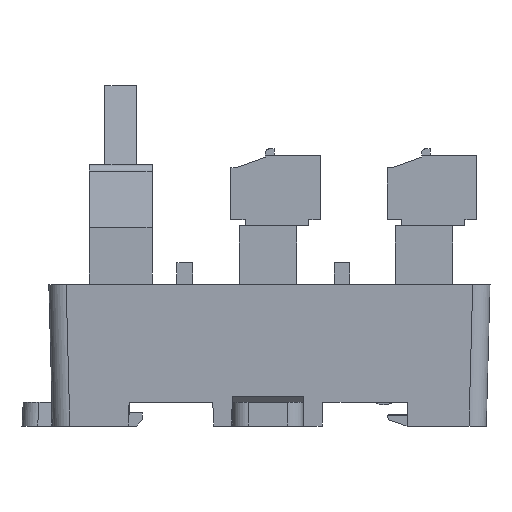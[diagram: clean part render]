
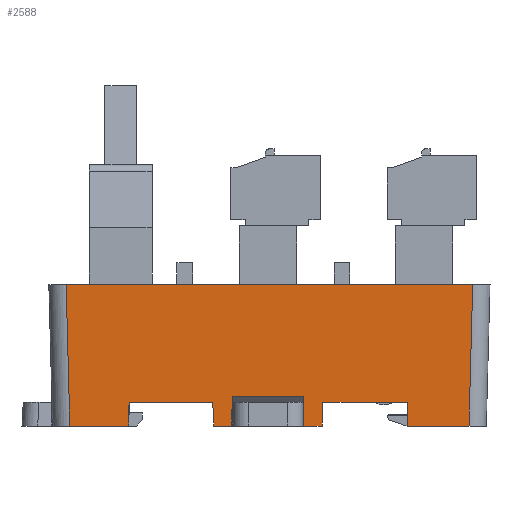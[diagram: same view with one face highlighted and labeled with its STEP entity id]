
A CAD part, left-side view. The second image highlights one B-rep face of the part: STEP entity #2588.
In plain terms, the highlighted planar face has unit normal (-1, 0, -0.026).
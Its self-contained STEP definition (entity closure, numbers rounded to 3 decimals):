
#1561=FACE_OUTER_BOUND('',#5287,.T.);
#2588=ADVANCED_FACE('',(#1561),#3690,.T.);
#3690=PLANE('',#22443);
#5287=EDGE_LOOP('',(#7381,#7382,#7383,#7384,#7385,#7386,#7387,#7388,#7389,
#7390,#7391,#7392,#7393,#7394,#7395,#7396));
#7381=ORIENTED_EDGE('',*,*,#14705,.T.);
#7382=ORIENTED_EDGE('',*,*,#14832,.F.);
#7383=ORIENTED_EDGE('',*,*,#14833,.T.);
#7384=ORIENTED_EDGE('',*,*,#14834,.F.);
#7385=ORIENTED_EDGE('',*,*,#14835,.T.);
#7386=ORIENTED_EDGE('',*,*,#14836,.F.);
#7387=ORIENTED_EDGE('',*,*,#14837,.T.);
#7388=ORIENTED_EDGE('',*,*,#14838,.T.);
#7389=ORIENTED_EDGE('',*,*,#14695,.T.);
#7390=ORIENTED_EDGE('',*,*,#14829,.T.);
#7391=ORIENTED_EDGE('',*,*,#14766,.T.);
#7392=ORIENTED_EDGE('',*,*,#14830,.T.);
#7393=ORIENTED_EDGE('',*,*,#14746,.F.);
#7394=ORIENTED_EDGE('',*,*,#14831,.T.);
#7395=ORIENTED_EDGE('',*,*,#14762,.T.);
#7396=ORIENTED_EDGE('',*,*,#14779,.F.);
#12640=VERTEX_POINT('',#30421);
#12641=VERTEX_POINT('',#30423);
#12648=VERTEX_POINT('',#30439);
#12649=VERTEX_POINT('',#30441);
#12679=VERTEX_POINT('',#30513);
#12680=VERTEX_POINT('',#30514);
#12690=VERTEX_POINT('',#30541);
#12691=VERTEX_POINT('',#30543);
#12694=VERTEX_POINT('',#30550);
#12695=VERTEX_POINT('',#30552);
#12728=VERTEX_POINT('',#30684);
#12729=VERTEX_POINT('',#30686);
#12730=VERTEX_POINT('',#30688);
#12731=VERTEX_POINT('',#30690);
#12732=VERTEX_POINT('',#30692);
#12733=VERTEX_POINT('',#30694);
#14695=EDGE_CURVE('',#12641,#12640,#17563,.T.);
#14705=EDGE_CURVE('',#12649,#12648,#17571,.T.);
#14746=EDGE_CURVE('',#12679,#12680,#17612,.T.);
#14762=EDGE_CURVE('',#12691,#12690,#17624,.T.);
#14766=EDGE_CURVE('',#12695,#12694,#17626,.T.);
#14779=EDGE_CURVE('',#12649,#12690,#17638,.T.);
#14829=EDGE_CURVE('',#12640,#12695,#17684,.T.);
#14830=EDGE_CURVE('',#12694,#12680,#17685,.T.);
#14831=EDGE_CURVE('',#12679,#12691,#17686,.T.);
#14832=EDGE_CURVE('',#12728,#12648,#17687,.T.);
#14833=EDGE_CURVE('',#12728,#12729,#17688,.T.);
#14834=EDGE_CURVE('',#12730,#12729,#17689,.T.);
#14835=EDGE_CURVE('',#12730,#12731,#17690,.T.);
#14836=EDGE_CURVE('',#12732,#12731,#17691,.T.);
#14837=EDGE_CURVE('',#12732,#12733,#17692,.T.);
#14838=EDGE_CURVE('',#12733,#12641,#17693,.T.);
#17563=LINE('',#30422,#20128);
#17571=LINE('',#30440,#20136);
#17612=LINE('',#30512,#20177);
#17624=LINE('',#30542,#20189);
#17626=LINE('',#30551,#20191);
#17638=LINE('',#30576,#20203);
#17684=LINE('',#30677,#20249);
#17685=LINE('',#30679,#20250);
#17686=LINE('',#30681,#20251);
#17687=LINE('',#30683,#20252);
#17688=LINE('',#30685,#20253);
#17689=LINE('',#30687,#20254);
#17690=LINE('',#30689,#20255);
#17691=LINE('',#30691,#20256);
#17692=LINE('',#30693,#20257);
#17693=LINE('',#30695,#20258);
#20128=VECTOR('',#24435,1.);
#20136=VECTOR('',#24447,1.);
#20177=VECTOR('',#24490,1.);
#20189=VECTOR('',#24514,1.);
#20191=VECTOR('',#24522,1.);
#20203=VECTOR('',#24542,1.);
#20249=VECTOR('',#24650,1.);
#20250=VECTOR('',#24653,1.);
#20251=VECTOR('',#24656,1.);
#20252=VECTOR('',#24659,1.);
#20253=VECTOR('',#24660,1.);
#20254=VECTOR('',#24661,1.);
#20255=VECTOR('',#24662,1.);
#20256=VECTOR('',#24663,1.);
#20257=VECTOR('',#24664,1.);
#20258=VECTOR('',#24665,1.);
#22443=AXIS2_PLACEMENT_3D('',#30696,#24666,#24667);
#24435=DIRECTION('',(0.,-1.,0.));
#24447=DIRECTION('',(0.,-1.,0.));
#24490=DIRECTION('',(0.,-1.,0.));
#24514=DIRECTION('',(0.,-1.,0.));
#24522=DIRECTION('',(0.,-1.,0.));
#24542=DIRECTION('',(0.026,0.017,-1.));
#24650=DIRECTION('',(0.026,-0.017,-1.));
#24653=DIRECTION('',(-0.026,-0.026,0.999));
#24656=DIRECTION('',(0.026,-0.026,-0.999));
#24659=DIRECTION('',(-0.026,0.035,0.999));
#24660=DIRECTION('',(0.,-1.,0.));
#24661=DIRECTION('',(0.026,0.009,-1.));
#24662=DIRECTION('',(0.,-1.,0.));
#24663=DIRECTION('',(-0.026,0.009,1.));
#24664=DIRECTION('',(0.,-1.,0.));
#24665=DIRECTION('',(-0.026,-0.035,0.999));
#24666=DIRECTION('',(-1.,0.,-0.026));
#24667=DIRECTION('',(0.026,0.,-1.));
#30421=CARTESIAN_POINT('',(-50.557,242.449,175.));
#30422=CARTESIAN_POINT('',(-50.557,260.199,175.));
#30423=CARTESIAN_POINT('',(-50.557,253.199,175.));
#30439=CARTESIAN_POINT('',(-50.557,267.199,175.));
#30440=CARTESIAN_POINT('',(-50.557,260.199,175.));
#30441=CARTESIAN_POINT('',(-50.557,277.849,175.));
#30512=CARTESIAN_POINT('',(-50.95,259.699,190.));
#30513=CARTESIAN_POINT('',(-50.95,285.85,190.));
#30514=CARTESIAN_POINT('',(-50.95,234.148,190.));
#30541=CARTESIAN_POINT('',(-50.479,277.901,172.));
#30542=CARTESIAN_POINT('',(-50.479,260.199,172.));
#30543=CARTESIAN_POINT('',(-50.479,285.378,172.));
#30550=CARTESIAN_POINT('',(-50.479,234.62,172.));
#30551=CARTESIAN_POINT('',(-50.479,259.699,172.));
#30552=CARTESIAN_POINT('',(-50.479,242.397,172.));
#30576=CARTESIAN_POINT('',(-50.526,277.87,173.796));
#30677=CARTESIAN_POINT('',(-50.958,242.716,190.294));
#30679=CARTESIAN_POINT('',(-50.933,234.166,189.34));
#30681=CARTESIAN_POINT('',(-50.933,285.833,189.34));
#30683=CARTESIAN_POINT('',(-50.526,267.157,173.798));
#30684=CARTESIAN_POINT('',(-50.479,267.094,172.));
#30685=CARTESIAN_POINT('',(-50.479,260.199,172.));
#30686=CARTESIAN_POINT('',(-50.479,264.775,172.));
#30687=CARTESIAN_POINT('',(-50.951,264.618,190.04));
#30688=CARTESIAN_POINT('',(-50.576,264.743,175.726));
#30689=CARTESIAN_POINT('',(-50.576,50.754,175.726));
#30690=CARTESIAN_POINT('',(-50.576,255.655,175.726));
#30691=CARTESIAN_POINT('',(-50.951,255.78,190.032));
#30692=CARTESIAN_POINT('',(-50.479,255.623,172.));
#30693=CARTESIAN_POINT('',(-50.479,260.199,172.));
#30694=CARTESIAN_POINT('',(-50.479,253.304,172.));
#30695=CARTESIAN_POINT('',(-50.944,252.684,189.753));
#30696=CARTESIAN_POINT('',(-50.95,259.699,189.997));
